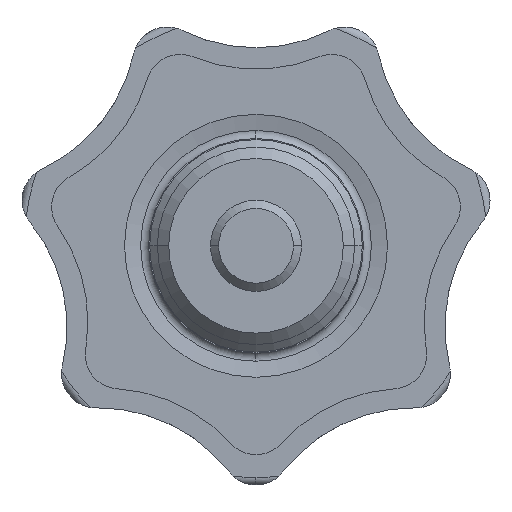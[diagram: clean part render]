
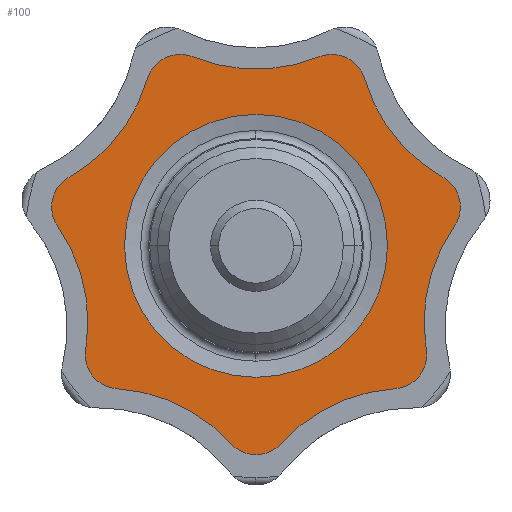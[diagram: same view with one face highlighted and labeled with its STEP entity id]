
A CAD part, front view. The second image highlights one B-rep face of the part: STEP entity #100.
In plain terms, the highlighted planar face has unit normal (0, -1, 0).
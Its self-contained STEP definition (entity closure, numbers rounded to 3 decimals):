
#100 = ADVANCED_FACE( '', ( #193, #194 ), #195, .F. );
#193 = FACE_BOUND( '', #332, .T. );
#194 = FACE_OUTER_BOUND( '', #333, .T. );
#195 = PLANE( '', #334 );
#332 = EDGE_LOOP( '', ( #610, #611 ) );
#333 = EDGE_LOOP( '', ( #612, #613, #614, #615, #616, #617, #618, #619, #620, #621, #622, #623, #624, #625, #626 ) );
#334 = AXIS2_PLACEMENT_3D( '', #627, #628, #629 );
#610 = ORIENTED_EDGE( '', *, *, #1064, .F. );
#611 = ORIENTED_EDGE( '', *, *, #1065, .F. );
#612 = ORIENTED_EDGE( '', *, *, #1066, .T. );
#613 = ORIENTED_EDGE( '', *, *, #1062, .T. );
#614 = ORIENTED_EDGE( '', *, *, #1059, .T. );
#615 = ORIENTED_EDGE( '', *, *, #1056, .T. );
#616 = ORIENTED_EDGE( '', *, *, #1053, .T. );
#617 = ORIENTED_EDGE( '', *, *, #1050, .T. );
#618 = ORIENTED_EDGE( '', *, *, #1047, .T. );
#619 = ORIENTED_EDGE( '', *, *, #1044, .T. );
#620 = ORIENTED_EDGE( '', *, *, #1067, .T. );
#621 = ORIENTED_EDGE( '', *, *, #1068, .T. );
#622 = ORIENTED_EDGE( '', *, *, #1069, .T. );
#623 = ORIENTED_EDGE( '', *, *, #1070, .T. );
#624 = ORIENTED_EDGE( '', *, *, #1071, .T. );
#625 = ORIENTED_EDGE( '', *, *, #1072, .T. );
#626 = ORIENTED_EDGE( '', *, *, #1073, .T. );
#627 = CARTESIAN_POINT( '', ( 0., 34., 0. ) );
#628 = DIRECTION( '', ( 0., 1., 0. ) );
#629 = DIRECTION( '', ( 0., 0., 1. ) );
#1044 = EDGE_CURVE( '', #1283, #1281, #1284, .T. );
#1047 = EDGE_CURVE( '', #1288, #1283, #1289, .T. );
#1050 = EDGE_CURVE( '', #1293, #1288, #1294, .T. );
#1053 = EDGE_CURVE( '', #1298, #1293, #1299, .T. );
#1056 = EDGE_CURVE( '', #1303, #1298, #1304, .T. );
#1059 = EDGE_CURVE( '', #1308, #1303, #1309, .T. );
#1062 = EDGE_CURVE( '', #1313, #1308, #1314, .T. );
#1064 = EDGE_CURVE( '', #1316, #1317, #1318, .T. );
#1065 = EDGE_CURVE( '', #1317, #1316, #1319, .T. );
#1066 = EDGE_CURVE( '', #1320, #1313, #1321, .T. );
#1067 = EDGE_CURVE( '', #1281, #1322, #1323, .T. );
#1068 = EDGE_CURVE( '', #1322, #1324, #1325, .T. );
#1069 = EDGE_CURVE( '', #1324, #1326, #1327, .T. );
#1070 = EDGE_CURVE( '', #1326, #1328, #1329, .T. );
#1071 = EDGE_CURVE( '', #1328, #1330, #1331, .T. );
#1072 = EDGE_CURVE( '', #1330, #1332, #1333, .T. );
#1073 = EDGE_CURVE( '', #1332, #1320, #1334, .T. );
#1281 = VERTEX_POINT( '', #1790 );
#1283 = VERTEX_POINT( '', #1793 );
#1284 = CIRCLE( '', #1794, 22. );
#1288 = VERTEX_POINT( '', #1799 );
#1289 = CIRCLE( '', #1800, 4.5 );
#1293 = VERTEX_POINT( '', #1805 );
#1294 = CIRCLE( '', #1806, 22. );
#1298 = VERTEX_POINT( '', #1811 );
#1299 = CIRCLE( '', #1812, 4.5 );
#1303 = VERTEX_POINT( '', #1817 );
#1304 = CIRCLE( '', #1818, 4.5 );
#1308 = VERTEX_POINT( '', #1823 );
#1309 = CIRCLE( '', #1824, 22. );
#1313 = VERTEX_POINT( '', #1829 );
#1314 = CIRCLE( '', #1830, 4.5 );
#1316 = VERTEX_POINT( '', #1833 );
#1317 = VERTEX_POINT( '', #1834 );
#1318 = CIRCLE( '', #1835, 17.321 );
#1319 = CIRCLE( '', #1836, 17.321 );
#1320 = VERTEX_POINT( '', #1837 );
#1321 = CIRCLE( '', #1838, 22. );
#1322 = VERTEX_POINT( '', #1839 );
#1323 = CIRCLE( '', #1840, 4.5 );
#1324 = VERTEX_POINT( '', #1841 );
#1325 = CIRCLE( '', #1842, 22. );
#1326 = VERTEX_POINT( '', #1843 );
#1327 = CIRCLE( '', #1844, 4.5 );
#1328 = VERTEX_POINT( '', #1845 );
#1329 = CIRCLE( '', #1846, 22. );
#1330 = VERTEX_POINT( '', #1847 );
#1331 = CIRCLE( '', #1848, 4.5 );
#1332 = VERTEX_POINT( '', #1849 );
#1333 = CIRCLE( '', #1850, 22. );
#1334 = CIRCLE( '', #1851, 4.5 );
#1790 = CARTESIAN_POINT( '', ( 26.11, 34., 2.538 ) );
#1793 = CARTESIAN_POINT( '', ( 22.423, 34., -13.616 ) );
#1794 = AXIS2_PLACEMENT_3D( '', #2227, #2228, #2229 );
#1799 = CARTESIAN_POINT( '', ( 18.264, 34., -18.831 ) );
#1800 = AXIS2_PLACEMENT_3D( '', #2234, #2235, #2236 );
#1805 = CARTESIAN_POINT( '', ( 3.336, 34., -26.021 ) );
#1806 = AXIS2_PLACEMENT_3D( '', #2241, #2242, #2243 );
#1811 = CARTESIAN_POINT( '', ( 0., 34., -27.5 ) );
#1812 = AXIS2_PLACEMENT_3D( '', #2248, #2249, #2250 );
#1817 = CARTESIAN_POINT( '', ( -3.336, 34., -26.021 ) );
#1818 = AXIS2_PLACEMENT_3D( '', #2255, #2256, #2257 );
#1823 = CARTESIAN_POINT( '', ( -18.264, 34., -18.831 ) );
#1824 = AXIS2_PLACEMENT_3D( '', #2262, #2263, #2264 );
#1829 = CARTESIAN_POINT( '', ( -22.423, 34., -13.616 ) );
#1830 = AXIS2_PLACEMENT_3D( '', #2269, #2270, #2271 );
#1833 = CARTESIAN_POINT( '', ( 0., 34., 17.321 ) );
#1834 = CARTESIAN_POINT( '', ( 0., 34., -17.321 ) );
#1835 = AXIS2_PLACEMENT_3D( '', #2273, #2274, #2275 );
#1836 = AXIS2_PLACEMENT_3D( '', #2276, #2277, #2278 );
#1837 = CARTESIAN_POINT( '', ( -26.11, 34., 2.538 ) );
#1838 = AXIS2_PLACEMENT_3D( '', #2279, #2280, #2281 );
#1839 = CARTESIAN_POINT( '', ( 24.626, 34., 9.042 ) );
#1840 = AXIS2_PLACEMENT_3D( '', #2282, #2283, #2284 );
#1841 = CARTESIAN_POINT( '', ( 14.295, 34., 21.997 ) );
#1842 = AXIS2_PLACEMENT_3D( '', #2285, #2286, #2287 );
#1843 = CARTESIAN_POINT( '', ( 8.285, 34., 24.891 ) );
#1844 = AXIS2_PLACEMENT_3D( '', #2288, #2289, #2290 );
#1845 = CARTESIAN_POINT( '', ( -8.285, 34., 24.891 ) );
#1846 = AXIS2_PLACEMENT_3D( '', #2291, #2292, #2293 );
#1847 = CARTESIAN_POINT( '', ( -14.295, 34., 21.997 ) );
#1848 = AXIS2_PLACEMENT_3D( '', #2294, #2295, #2296 );
#1849 = CARTESIAN_POINT( '', ( -24.626, 34., 9.042 ) );
#1850 = AXIS2_PLACEMENT_3D( '', #2297, #2298, #2299 );
#1851 = AXIS2_PLACEMENT_3D( '', #2300, #2301, #2302 );
#2227 = CARTESIAN_POINT( '', ( 44.136, 34., -10.074 ) );
#2228 = DIRECTION( '', ( 0., 1., 0. ) );
#2229 = DIRECTION( '', ( -0.819, 0., 0.573 ) );
#2234 = CARTESIAN_POINT( '', ( 17.982, 34., -14.34 ) );
#2235 = DIRECTION( '', ( 0., -1., 0. ) );
#2236 = DIRECTION( '', ( 0.987, 0., 0.161 ) );
#2241 = CARTESIAN_POINT( '', ( 19.643, 34., -40.788 ) );
#2242 = DIRECTION( '', ( 0., 1., 0. ) );
#2243 = DIRECTION( '', ( -0.063, 0., 0.998 ) );
#2248 = CARTESIAN_POINT( '', ( 0., 34., -23. ) );
#2249 = DIRECTION( '', ( 0., -1., 0. ) );
#2250 = DIRECTION( '', ( 0.741, 0., -0.671 ) );
#2255 = CARTESIAN_POINT( '', ( 0., 34., -23. ) );
#2256 = DIRECTION( '', ( 0., -1., 0. ) );
#2257 = DIRECTION( '', ( 0., 0., -1. ) );
#2262 = CARTESIAN_POINT( '', ( -19.643, 34., -40.788 ) );
#2263 = DIRECTION( '', ( 0., 1., 0. ) );
#2264 = DIRECTION( '', ( 0.741, 0., 0.671 ) );
#2269 = CARTESIAN_POINT( '', ( -17.982, 34., -14.34 ) );
#2270 = DIRECTION( '', ( 0., -1., 0. ) );
#2271 = DIRECTION( '', ( -0.063, 0., -0.998 ) );
#2273 = CARTESIAN_POINT( '', ( 0., 34., 0. ) );
#2274 = DIRECTION( '', ( 0., -1., 0. ) );
#2275 = DIRECTION( '', ( 0., 0., -1. ) );
#2276 = CARTESIAN_POINT( '', ( 0., 34., 0. ) );
#2277 = DIRECTION( '', ( 0., -1., 0. ) );
#2278 = DIRECTION( '', ( 0., 0., -1. ) );
#2279 = CARTESIAN_POINT( '', ( -44.136, 34., -10.074 ) );
#2280 = DIRECTION( '', ( 0., 1., 0. ) );
#2281 = DIRECTION( '', ( 0.987, 0., -0.161 ) );
#2282 = CARTESIAN_POINT( '', ( 22.423, 34., 5.118 ) );
#2283 = DIRECTION( '', ( 0., -1., 0. ) );
#2284 = DIRECTION( '', ( 0.489, 0., 0.872 ) );
#2285 = CARTESIAN_POINT( '', ( 35.395, 34., 28.226 ) );
#2286 = DIRECTION( '', ( 0., 1., 0. ) );
#2287 = DIRECTION( '', ( -0.959, 0., -0.283 ) );
#2288 = CARTESIAN_POINT( '', ( 9.979, 34., 20.722 ) );
#2289 = DIRECTION( '', ( 0., -1., 0. ) );
#2290 = DIRECTION( '', ( -0.377, 0., 0.926 ) );
#2291 = CARTESIAN_POINT( '', ( 0., 34., 45.271 ) );
#2292 = DIRECTION( '', ( 0., 1., 0. ) );
#2293 = DIRECTION( '', ( -0.377, 0., -0.926 ) );
#2294 = CARTESIAN_POINT( '', ( -9.979, 34., 20.722 ) );
#2295 = DIRECTION( '', ( 0., -1., 0. ) );
#2296 = DIRECTION( '', ( -0.959, 0., 0.283 ) );
#2297 = CARTESIAN_POINT( '', ( -35.395, 34., 28.226 ) );
#2298 = DIRECTION( '', ( 0., 1., 0. ) );
#2299 = DIRECTION( '', ( 0.489, 0., -0.872 ) );
#2300 = CARTESIAN_POINT( '', ( -22.423, 34., 5.118 ) );
#2301 = DIRECTION( '', ( 0., -1., 0. ) );
#2302 = DIRECTION( '', ( -0.819, 0., -0.573 ) );
